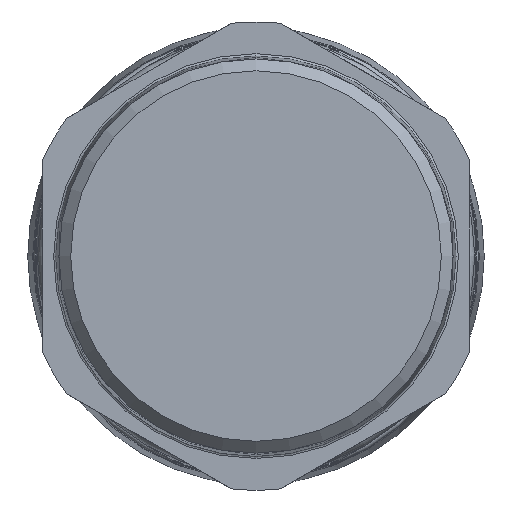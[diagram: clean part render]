
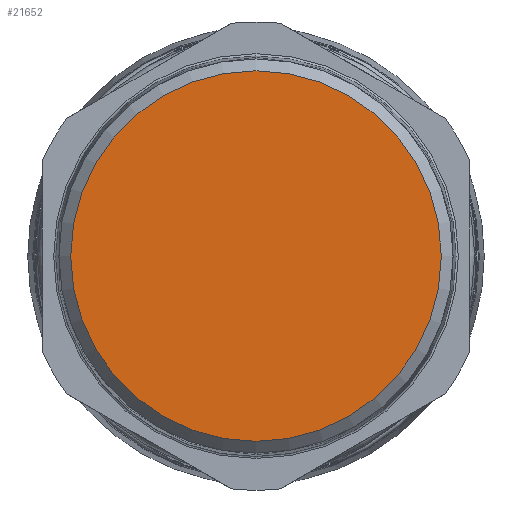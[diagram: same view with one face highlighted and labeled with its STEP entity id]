
A CAD part, left-side view. The second image highlights one B-rep face of the part: STEP entity #21652.
In plain terms, the highlighted planar face has unit normal (-1, 0, 0).
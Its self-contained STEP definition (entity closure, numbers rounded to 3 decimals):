
#3259=PLANE('',#23608);
#4383=FACE_OUTER_BOUND('',#5580,.T.);
#5580=EDGE_LOOP('',(#19172,#19173));
#6565=CIRCLE('',#23609,41.158);
#6566=CIRCLE('',#23610,41.158);
#9708=VERTEX_POINT('',#46543);
#9709=VERTEX_POINT('',#46544);
#12874=EDGE_CURVE('',#9708,#9709,#6565,.T.);
#12875=EDGE_CURVE('',#9709,#9708,#6566,.T.);
#19172=ORIENTED_EDGE('',*,*,#12874,.T.);
#19173=ORIENTED_EDGE('',*,*,#12875,.T.);
#21652=ADVANCED_FACE('',(#4383),#3259,.T.);
#23608=AXIS2_PLACEMENT_3D('',#46542,#28387,#28388);
#23609=AXIS2_PLACEMENT_3D('',#46545,#28389,#28390);
#23610=AXIS2_PLACEMENT_3D('',#46546,#28391,#28392);
#28387=DIRECTION('center_axis',(-1.,0.,0.));
#28388=DIRECTION('ref_axis',(0.,0.,
-1.));
#28389=DIRECTION('center_axis',(-1.,0.,0.));
#28390=DIRECTION('ref_axis',(0.,0.,
1.));
#28391=DIRECTION('center_axis',(-1.,0.,0.));
#28392=DIRECTION('ref_axis',(0.,0.,
1.));
#46542=CARTESIAN_POINT('Origin',(-106.467,0.,
43.699));
#46543=CARTESIAN_POINT('',(-106.467,0.,41.158));
#46544=CARTESIAN_POINT('',(-106.467,0.,-41.158));
#46545=CARTESIAN_POINT('Origin',(-106.467,0.,
0.));
#46546=CARTESIAN_POINT('Origin',(-106.467,0.,
0.));
